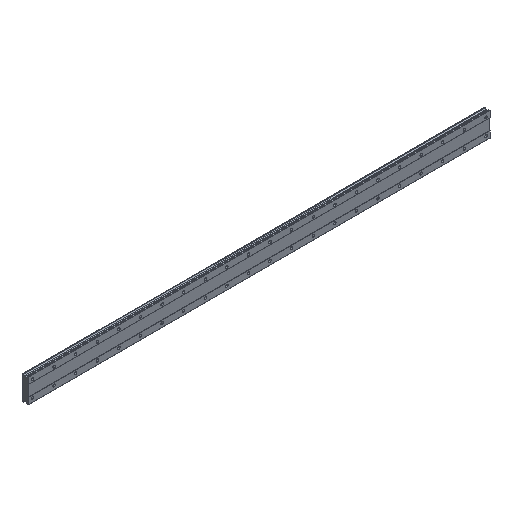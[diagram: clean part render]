
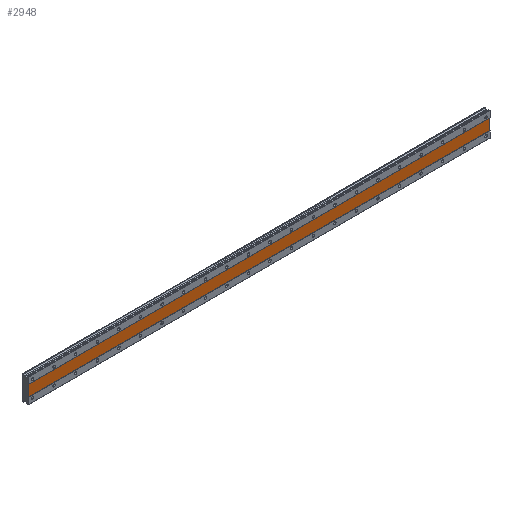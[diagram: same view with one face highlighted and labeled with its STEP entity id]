
A CAD part, isometric view. The second image highlights one B-rep face of the part: STEP entity #2948.
In plain terms, the highlighted planar face has unit normal (0, -1, 0).
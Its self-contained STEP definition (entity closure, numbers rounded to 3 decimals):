
#84 = VECTOR ( 'NONE', #686, 1000. ) ;
#295 = CARTESIAN_POINT ( 'NONE',  ( -15., 1., 20. ) ) ;
#451 = EDGE_CURVE ( 'NONE', #1812, #3658, #4314, .T. ) ;
#643 = DIRECTION ( 'NONE',  ( 0., 1., 0. ) ) ;
#686 = DIRECTION ( 'NONE',  ( 0., 0., -1. ) ) ;
#804 = CARTESIAN_POINT ( 'NONE',  ( 1695., 1., -20. ) ) ;
#910 = ORIENTED_EDGE ( 'NONE', *, *, #5845, .F. ) ;
#1001 = CARTESIAN_POINT ( 'NONE',  ( -15., 1., -20. ) ) ;
#1085 = DIRECTION ( 'NONE',  ( -1., 0., 0. ) ) ;
#1212 = ORIENTED_EDGE ( 'NONE', *, *, #1310, .F. ) ;
#1310 = EDGE_CURVE ( 'NONE', #5679, #4315, #7542, .T. ) ;
#1368 = EDGE_CURVE ( 'NONE', #3658, #5679, #7268, .T. ) ;
#1812 = VERTEX_POINT ( 'NONE', #5088 ) ;
#2266 = CARTESIAN_POINT ( 'NONE',  ( 1695., 1., -20. ) ) ;
#2320 = DIRECTION ( 'NONE',  ( 1., 0., 0. ) ) ;
#2348 = EDGE_LOOP ( 'NONE', ( #5758, #3859, #910, #1212 ) ) ;
#2430 = PLANE ( 'NONE',  #7693 ) ;
#2948 = ADVANCED_FACE ( 'NONE', ( #6133 ), #2430, .F. ) ;
#3576 = CARTESIAN_POINT ( 'NONE',  ( 1695., 1., 20. ) ) ;
#3658 = VERTEX_POINT ( 'NONE', #804 ) ;
#3859 = ORIENTED_EDGE ( 'NONE', *, *, #451, .F. ) ;
#4314 = LINE ( 'NONE', #7469, #84 ) ;
#4315 = VERTEX_POINT ( 'NONE', #295 ) ;
#4888 = CARTESIAN_POINT ( 'NONE',  ( 1695., 1., 20. ) ) ;
#5088 = CARTESIAN_POINT ( 'NONE',  ( 1695., 1., 20. ) ) ;
#5447 = VECTOR ( 'NONE', #5778, 1000. ) ;
#5490 = DIRECTION ( 'NONE',  ( 0., 0., 1. ) ) ;
#5679 = VERTEX_POINT ( 'NONE', #1001 ) ;
#5758 = ORIENTED_EDGE ( 'NONE', *, *, #1368, .F. ) ;
#5778 = DIRECTION ( 'NONE',  ( 0., 0., 1. ) ) ;
#5845 = EDGE_CURVE ( 'NONE', #4315, #1812, #7836, .T. ) ;
#6133 = FACE_OUTER_BOUND ( 'NONE', #2348, .T. ) ;
#6753 = VECTOR ( 'NONE', #1085, 1000. ) ;
#6996 = CARTESIAN_POINT ( 'NONE',  ( -15., 1., 20. ) ) ;
#7268 = LINE ( 'NONE', #2266, #6753 ) ;
#7469 = CARTESIAN_POINT ( 'NONE',  ( 1695., 1., 20. ) ) ;
#7542 = LINE ( 'NONE', #6996, #5447 ) ;
#7693 = AXIS2_PLACEMENT_3D ( 'NONE', #4888, #643, #5490 ) ;
#7836 = LINE ( 'NONE', #3576, #7853 ) ;
#7853 = VECTOR ( 'NONE', #2320, 1000. ) ;
